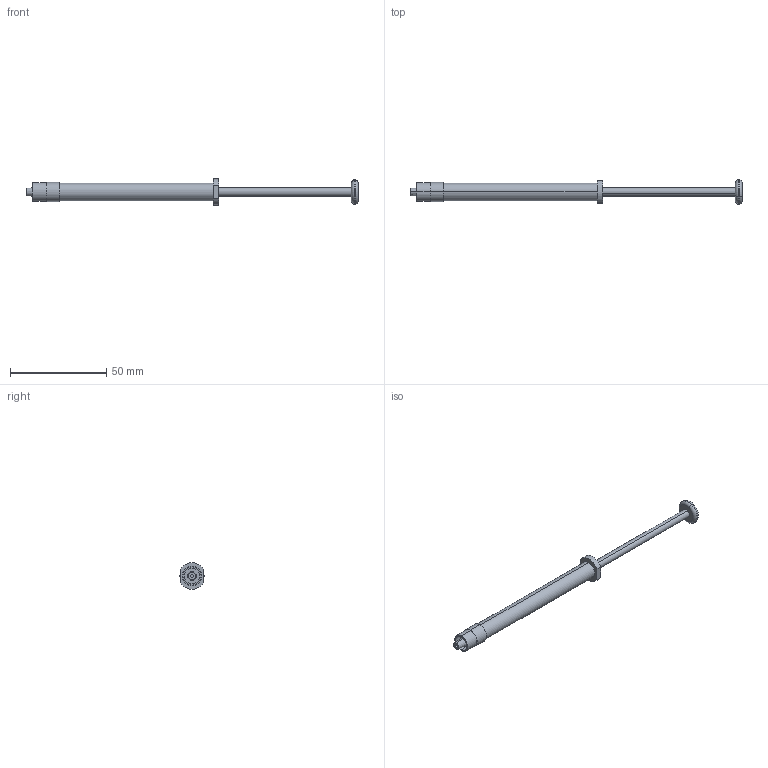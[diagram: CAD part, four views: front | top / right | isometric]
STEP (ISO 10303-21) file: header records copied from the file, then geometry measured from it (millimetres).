
FILE_DESCRIPTION (( 'STEP AP203' ), '1' );
FILE_NAME ('1Mililiter_Hamilton_Syringe_Asmbly.STEP', '2021-07-10T14:01:30', ( '' ), ( '' ), 'SwSTEP 2.0', 'SolidWorks 2016', '' );
FILE_SCHEMA (( 'CONFIG_CONTROL_DESIGN' ));
Length unit declared in the file: inch
Products named in the file (3): Hamilton_1mililiter_Syringe; 1ml_Plunger; 1Mililiter_Hamilton_Syringe_Asmbly
Assembly tree (2 placements, depth 2):
  1Mililiter_Hamilton_Syringe_Asmbly
    Hamilton_1mililiter_Syringe
    1ml_Plunger
Bounding box: 172.74 x 12.59 x 13.8 mm (x, y, z)
Volume: 6883.7 mm3; surface area: 6295.8 mm2
Topology: 2 solids, 2 shells, 57 faces, 115 edges, 70 vertices
Faces by surface type: cylinder 27, plane 14, cone 12, torus 4
Entity records: 1814 total; most frequent: DIRECTION 309, CARTESIAN_POINT 247, ORIENTED_EDGE 230, AXIS2_PLACEMENT_3D 132, EDGE_CURVE 115, VERTEX_POINT 70, CIRCLE 70, EDGE_LOOP 67
